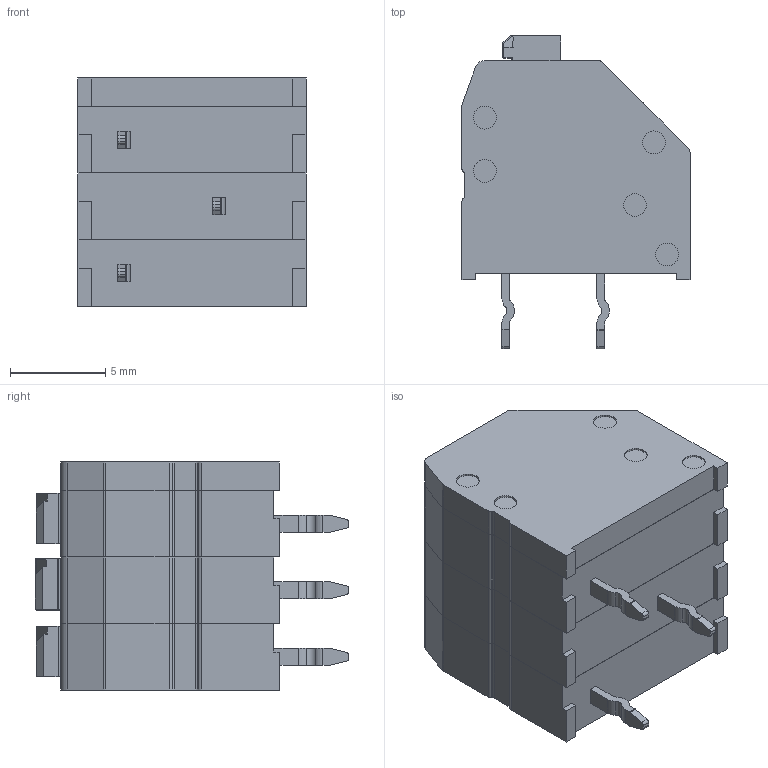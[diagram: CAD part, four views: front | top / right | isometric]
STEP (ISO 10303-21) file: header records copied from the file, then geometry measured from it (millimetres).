
FILE_DESCRIPTION (( 'STEP AP214' ), '1' );
FILE_NAME ('CUI_DEVICES_TBL002A-350-03GY-2GY.step', '2019-10-22T06:50:52', ( '' ), ( '' ), 'SwSTEP 2.0', 'SolidWorks 2019', '' );
FILE_SCHEMA (( 'AUTOMOTIVE_DESIGN' ));
Length unit declared in the file: millimetre
Products named in the file (6): TBL002A-350 - END CAP_Gray; TBL002A-350 - BODY B_Gray; TBL002A-350 - BODY A_Gray; TBL002A-350 - PUSH BUTTON A_Gray; CUI_DEVICES_TBL002A-350-03GY-2GY; TBL002A-350 - PUSH BUTTON B_Gray
Assembly tree (7 placements, depth 2):
  CUI_DEVICES_TBL002A-350-03GY-2GY
    TBL002A-350 - END CAP_Gray
    TBL002A-350 - BODY A_Gray  x2
    TBL002A-350 - BODY B_Gray
    TBL002A-350 - PUSH BUTTON A_Gray  x2
    TBL002A-350 - PUSH BUTTON B_Gray
Bounding box: 12 x 16.5 x 12 mm (x, y, z)
Volume: 1340.5 mm3; surface area: 2025.8 mm2
Topology: 7 solids, 7 shells, 427 faces, 1116 edges, 736 vertices
Faces by surface type: plane 253, cylinder 144, cone 30
Entity records: 12890 total; most frequent: CARTESIAN_POINT 1678, DIRECTION 1624, ORIENTED_EDGE 1588, EDGE_CURVE 794, LINE 556, VECTOR 556, AXIS2_PLACEMENT_3D 534, VERTEX_POINT 524
